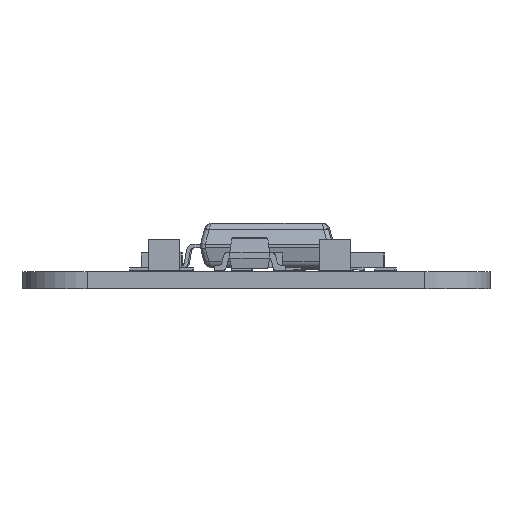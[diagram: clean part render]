
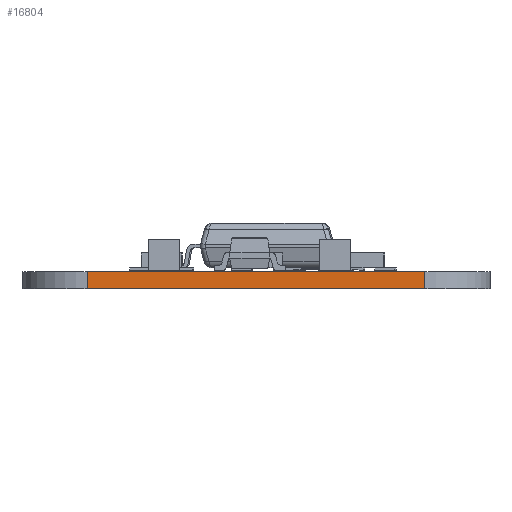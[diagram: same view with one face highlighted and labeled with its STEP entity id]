
A CAD part, front view. The second image highlights one B-rep face of the part: STEP entity #16804.
In plain terms, the highlighted planar face has unit normal (0, -1, 0).
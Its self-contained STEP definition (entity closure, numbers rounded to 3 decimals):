
#15424 = VERTEX_POINT('',#15425);
#15425 = CARTESIAN_POINT('',(0.836,-71.194,0.));
#15432 = EDGE_CURVE('',#15433,#15424,#15435,.T.);
#15433 = VERTEX_POINT('',#15434);
#15434 = CARTESIAN_POINT('',(14.404,-71.194,0.));
#15435 = LINE('',#15436,#15437);
#15436 = CARTESIAN_POINT('',(14.404,-71.194,0.));
#15437 = VECTOR('',#15438,1.);
#15438 = DIRECTION('',(-1.,0.,0.));
#16109 = VERTEX_POINT('',#16110);
#16110 = CARTESIAN_POINT('',(0.836,-71.194,0.7));
#16117 = EDGE_CURVE('',#16118,#16109,#16120,.T.);
#16118 = VERTEX_POINT('',#16119);
#16119 = CARTESIAN_POINT('',(14.404,-71.194,0.7));
#16120 = LINE('',#16121,#16122);
#16121 = CARTESIAN_POINT('',(14.404,-71.194,0.7));
#16122 = VECTOR('',#16123,1.);
#16123 = DIRECTION('',(-1.,0.,0.));
#16776 = EDGE_CURVE('',#15433,#16118,#16777,.T.);
#16777 = LINE('',#16778,#16779);
#16778 = CARTESIAN_POINT('',(14.404,-71.194,0.));
#16779 = VECTOR('',#16780,1.);
#16780 = DIRECTION('',(0.,0.,1.));
#16804 = ADVANCED_FACE('',(#16805),#16816,.T.);
#16805 = FACE_BOUND('',#16806,.T.);
#16806 = EDGE_LOOP('',(#16807,#16808,#16809,#16815));
#16807 = ORIENTED_EDGE('',*,*,#16776,.T.);
#16808 = ORIENTED_EDGE('',*,*,#16117,.T.);
#16809 = ORIENTED_EDGE('',*,*,#16810,.F.);
#16810 = EDGE_CURVE('',#15424,#16109,#16811,.T.);
#16811 = LINE('',#16812,#16813);
#16812 = CARTESIAN_POINT('',(0.836,-71.194,0.));
#16813 = VECTOR('',#16814,1.);
#16814 = DIRECTION('',(0.,0.,1.));
#16815 = ORIENTED_EDGE('',*,*,#15432,.F.);
#16816 = PLANE('',#16817);
#16817 = AXIS2_PLACEMENT_3D('',#16818,#16819,#16820);
#16818 = CARTESIAN_POINT('',(14.404,-71.194,0.));
#16819 = DIRECTION('',(0.,-1.,0.));
#16820 = DIRECTION('',(-1.,0.,0.));
